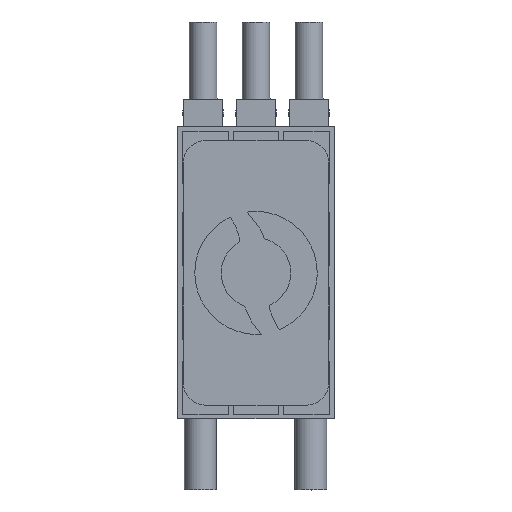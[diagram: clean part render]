
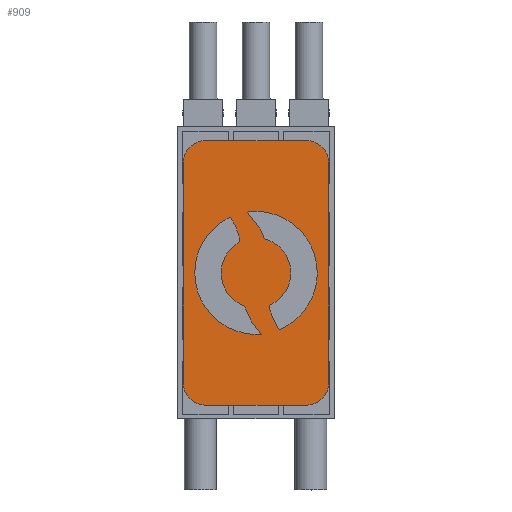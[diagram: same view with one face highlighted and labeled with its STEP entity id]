
A CAD part, top view. The second image highlights one B-rep face of the part: STEP entity #909.
In plain terms, the highlighted face is planar.
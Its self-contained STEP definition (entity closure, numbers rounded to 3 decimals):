
#108=B_SPLINE_CURVE_WITH_KNOTS('',3,(#1530,#1531,#1532,#1533),
 .UNSPECIFIED.,.F.,.F.,(4,4),(0.,1.),.UNSPECIFIED.);
#109=B_SPLINE_CURVE_WITH_KNOTS('',3,(#1535,#1536,#1537,#1538),
 .UNSPECIFIED.,.F.,.F.,(4,4),(0.,1.),.UNSPECIFIED.);
#110=B_SPLINE_CURVE_WITH_KNOTS('',3,(#1540,#1541,#1542,#1543),
 .UNSPECIFIED.,.F.,.F.,(4,4),(0.,1.),.UNSPECIFIED.);
#111=B_SPLINE_CURVE_WITH_KNOTS('',2,(#1545,#1546,#1547),.UNSPECIFIED.,.F.,
 .F.,(3,3),(0.,1.),.UNSPECIFIED.);
#112=B_SPLINE_CURVE_WITH_KNOTS('',3,(#1549,#1550,#1551,#1552),
 .UNSPECIFIED.,.F.,.F.,(4,4),(0.,1.),.UNSPECIFIED.);
#113=B_SPLINE_CURVE_WITH_KNOTS('',3,(#1554,#1555,#1556,#1557),
 .UNSPECIFIED.,.F.,.F.,(4,4),(0.,1.),.UNSPECIFIED.);
#114=B_SPLINE_CURVE_WITH_KNOTS('',3,(#1558,#1559,#1560,#1561),
 .UNSPECIFIED.,.F.,.F.,(4,4),(0.,1.),.UNSPECIFIED.);
#115=B_SPLINE_CURVE_WITH_KNOTS('',3,(#1564,#1565,#1566,#1567),
 .UNSPECIFIED.,.F.,.F.,(4,4),(0.,1.),.UNSPECIFIED.);
#116=B_SPLINE_CURVE_WITH_KNOTS('',3,(#1569,#1570,#1571,#1572),
 .UNSPECIFIED.,.F.,.F.,(4,4),(0.,1.),.UNSPECIFIED.);
#117=B_SPLINE_CURVE_WITH_KNOTS('',3,(#1574,#1575,#1576,#1577),
 .UNSPECIFIED.,.F.,.F.,(4,4),(0.,1.),.UNSPECIFIED.);
#118=B_SPLINE_CURVE_WITH_KNOTS('',3,(#1579,#1580,#1581,#1582),
 .UNSPECIFIED.,.F.,.F.,(4,4),(0.,1.),.UNSPECIFIED.);
#119=B_SPLINE_CURVE_WITH_KNOTS('',3,(#1584,#1585,#1586,#1587),
 .UNSPECIFIED.,.F.,.F.,(4,4),(0.,1.),.UNSPECIFIED.);
#120=B_SPLINE_CURVE_WITH_KNOTS('',3,(#1589,#1590,#1591,#1592),
 .UNSPECIFIED.,.F.,.F.,(4,4),(0.,1.),.UNSPECIFIED.);
#121=B_SPLINE_CURVE_WITH_KNOTS('',3,(#1593,#1594,#1595,#1596),
 .UNSPECIFIED.,.F.,.F.,(4,4),(0.,1.),.UNSPECIFIED.);
#123=CIRCLE('',#1027,2.5);
#125=CIRCLE('',#1031,2.5);
#127=CIRCLE('',#1035,2.5);
#129=CIRCLE('',#1039,2.5);
#180=FACE_BOUND('',#269,.T.);
#181=FACE_BOUND('',#270,.T.);
#218=FACE_OUTER_BOUND('',#268,.T.);
#268=EDGE_LOOP('',(#774,#775,#776,#777,#778,#779,#780,#781));
#269=EDGE_LOOP('',(#782,#783,#784,#785,#786,#787,#788));
#270=EDGE_LOOP('',(#789,#790,#791,#792,#793,#794,#795));
#347=LINE('',#1493,#425);
#351=LINE('',#1505,#429);
#355=LINE('',#1517,#433);
#358=LINE('',#1526,#436);
#425=VECTOR('',#1220,1000.);
#429=VECTOR('',#1232,1000.);
#433=VECTOR('',#1244,1000.);
#436=VECTOR('',#1255,1000.);
#481=VERTEX_POINT('',#1483);
#482=VERTEX_POINT('',#1485);
#484=VERTEX_POINT('',#1491);
#486=VERTEX_POINT('',#1497);
#488=VERTEX_POINT('',#1503);
#490=VERTEX_POINT('',#1509);
#492=VERTEX_POINT('',#1515);
#494=VERTEX_POINT('',#1521);
#495=VERTEX_POINT('',#1528);
#496=VERTEX_POINT('',#1529);
#497=VERTEX_POINT('',#1534);
#498=VERTEX_POINT('',#1539);
#499=VERTEX_POINT('',#1544);
#500=VERTEX_POINT('',#1548);
#501=VERTEX_POINT('',#1553);
#502=VERTEX_POINT('',#1562);
#503=VERTEX_POINT('',#1563);
#504=VERTEX_POINT('',#1568);
#505=VERTEX_POINT('',#1573);
#506=VERTEX_POINT('',#1578);
#507=VERTEX_POINT('',#1583);
#508=VERTEX_POINT('',#1588);
#578=EDGE_CURVE('',#482,#481,#123,.T.);
#582=EDGE_CURVE('',#481,#484,#347,.T.);
#585=EDGE_CURVE('',#484,#486,#125,.T.);
#588=EDGE_CURVE('',#486,#488,#351,.T.);
#591=EDGE_CURVE('',#488,#490,#127,.T.);
#594=EDGE_CURVE('',#490,#492,#355,.T.);
#597=EDGE_CURVE('',#492,#494,#129,.T.);
#599=EDGE_CURVE('',#494,#482,#358,.T.);
#600=EDGE_CURVE('',#495,#496,#108,.T.);
#601=EDGE_CURVE('',#497,#495,#109,.T.);
#602=EDGE_CURVE('',#498,#497,#110,.T.);
#603=EDGE_CURVE('',#499,#498,#111,.T.);
#604=EDGE_CURVE('',#500,#499,#112,.T.);
#605=EDGE_CURVE('',#501,#500,#113,.T.);
#606=EDGE_CURVE('',#496,#501,#114,.T.);
#607=EDGE_CURVE('',#502,#503,#115,.T.);
#608=EDGE_CURVE('',#504,#502,#116,.T.);
#609=EDGE_CURVE('',#505,#504,#117,.T.);
#610=EDGE_CURVE('',#506,#505,#118,.T.);
#611=EDGE_CURVE('',#507,#506,#119,.T.);
#612=EDGE_CURVE('',#508,#507,#120,.T.);
#613=EDGE_CURVE('',#503,#508,#121,.T.);
#774=ORIENTED_EDGE('',*,*,#578,.T.);
#775=ORIENTED_EDGE('',*,*,#582,.T.);
#776=ORIENTED_EDGE('',*,*,#585,.T.);
#777=ORIENTED_EDGE('',*,*,#588,.T.);
#778=ORIENTED_EDGE('',*,*,#591,.T.);
#779=ORIENTED_EDGE('',*,*,#594,.T.);
#780=ORIENTED_EDGE('',*,*,#597,.T.);
#781=ORIENTED_EDGE('',*,*,#599,.T.);
#782=ORIENTED_EDGE('',*,*,#600,.F.);
#783=ORIENTED_EDGE('',*,*,#601,.F.);
#784=ORIENTED_EDGE('',*,*,#602,.F.);
#785=ORIENTED_EDGE('',*,*,#603,.F.);
#786=ORIENTED_EDGE('',*,*,#604,.F.);
#787=ORIENTED_EDGE('',*,*,#605,.F.);
#788=ORIENTED_EDGE('',*,*,#606,.F.);
#789=ORIENTED_EDGE('',*,*,#607,.F.);
#790=ORIENTED_EDGE('',*,*,#608,.F.);
#791=ORIENTED_EDGE('',*,*,#609,.F.);
#792=ORIENTED_EDGE('',*,*,#610,.F.);
#793=ORIENTED_EDGE('',*,*,#611,.F.);
#794=ORIENTED_EDGE('',*,*,#612,.F.);
#795=ORIENTED_EDGE('',*,*,#613,.F.);
#865=PLANE('',#1041);
#909=ADVANCED_FACE('',(#218,#180,#181),#865,.F.);
#1027=AXIS2_PLACEMENT_3D('',#1486,#1213,#1214);
#1031=AXIS2_PLACEMENT_3D('',#1499,#1226,#1227);
#1035=AXIS2_PLACEMENT_3D('',#1511,#1238,#1239);
#1039=AXIS2_PLACEMENT_3D('',#1523,#1250,#1251);
#1041=AXIS2_PLACEMENT_3D('',#1527,#1256,#1257);
#1213=DIRECTION('center_axis',(0.,1.,0.));
#1214=DIRECTION('ref_axis',(0.,0.,-1.));
#1220=DIRECTION('',(1.,0.,0.));
#1226=DIRECTION('center_axis',(0.,1.,0.));
#1227=DIRECTION('ref_axis',(0.,0.,1.));
#1232=DIRECTION('',(0.,0.,-1.));
#1238=DIRECTION('center_axis',(0.,1.,0.));
#1239=DIRECTION('ref_axis',(0.,0.,1.));
#1244=DIRECTION('',(-1.,0.,0.));
#1250=DIRECTION('center_axis',(0.,1.,0.));
#1251=DIRECTION('ref_axis',(0.,0.,1.));
#1255=DIRECTION('',(0.,0.,1.));
#1256=DIRECTION('center_axis',(0.,-1.,0.));
#1257=DIRECTION('ref_axis',(0.,0.,-1.));
#1483=CARTESIAN_POINT('',(-13.5,0.45,0.));
#1485=CARTESIAN_POINT('',(-16.,0.45,-2.5));
#1486=CARTESIAN_POINT('Origin',(-13.5,0.45,-2.5));
#1491=CARTESIAN_POINT('',(-2.5,0.45,0.));
#1493=CARTESIAN_POINT('',(-2.5,0.45,0.));
#1497=CARTESIAN_POINT('',(0.,0.45,-2.5));
#1499=CARTESIAN_POINT('Origin',(-2.5,0.45,-2.5));
#1503=CARTESIAN_POINT('',(0.,0.45,-26.5));
#1505=CARTESIAN_POINT('',(0.,0.45,-2.5));
#1509=CARTESIAN_POINT('',(-2.5,0.45,-29.));
#1511=CARTESIAN_POINT('Origin',(-2.5,0.45,-26.5));
#1515=CARTESIAN_POINT('',(-13.5,0.45,-29.));
#1517=CARTESIAN_POINT('',(-2.5,0.45,-29.));
#1521=CARTESIAN_POINT('',(-16.,0.45,-26.5));
#1523=CARTESIAN_POINT('Origin',(-13.5,0.45,-26.5));
#1526=CARTESIAN_POINT('',(-16.,0.45,-2.5));
#1527=CARTESIAN_POINT('Origin',(-13.5,0.45,-2.5));
#1528=CARTESIAN_POINT('',(-8.025,0.45,-21.234));
#1529=CARTESIAN_POINT('',(-8.946,0.45,-21.169));
#1530=CARTESIAN_POINT('Ctrl Pts',(-8.025,0.45,-21.234));
#1531=CARTESIAN_POINT('Ctrl Pts',(-8.338,0.45,-21.234));
#1532=CARTESIAN_POINT('Ctrl Pts',(-8.642,0.45,-21.212));
#1533=CARTESIAN_POINT('Ctrl Pts',(-8.946,0.45,-21.169));
#1534=CARTESIAN_POINT('',(-1.287,0.45,-14.5));
#1535=CARTESIAN_POINT('Ctrl Pts',(-1.287,0.45,-14.5));
#1536=CARTESIAN_POINT('Ctrl Pts',(-1.287,0.45,-18.216));
#1537=CARTESIAN_POINT('Ctrl Pts',(-4.304,0.45,-21.234));
#1538=CARTESIAN_POINT('Ctrl Pts',(-8.025,0.45,-21.234));
#1539=CARTESIAN_POINT('',(-5.479,0.45,-8.259));
#1540=CARTESIAN_POINT('Ctrl Pts',(-5.479,0.45,-8.259));
#1541=CARTESIAN_POINT('Ctrl Pts',(-3.018,0.45,-9.262));
#1542=CARTESIAN_POINT('Ctrl Pts',(-1.287,0.45,-11.68));
#1543=CARTESIAN_POINT('Ctrl Pts',(-1.287,0.45,-14.5));
#1544=CARTESIAN_POINT('',(-6.533,0.45,-10.955));
#1545=CARTESIAN_POINT('Ctrl Pts',(-6.533,0.45,-10.955));
#1546=CARTESIAN_POINT('Ctrl Pts',(-6.49,0.45,-9.948));
#1547=CARTESIAN_POINT('Ctrl Pts',(-5.479,0.45,-8.259));
#1548=CARTESIAN_POINT('',(-4.184,0.45,-14.496));
#1549=CARTESIAN_POINT('Ctrl Pts',(-4.184,0.45,-14.496));
#1550=CARTESIAN_POINT('Ctrl Pts',(-4.184,0.45,-12.906));
#1551=CARTESIAN_POINT('Ctrl Pts',(-5.153,0.45,-11.538));
#1552=CARTESIAN_POINT('Ctrl Pts',(-6.533,0.45,-10.955));
#1553=CARTESIAN_POINT('',(-7.094,0.45,-18.225));
#1554=CARTESIAN_POINT('Ctrl Pts',(-7.094,0.45,-18.225));
#1555=CARTESIAN_POINT('Ctrl Pts',(-5.423,0.45,-17.809));
#1556=CARTESIAN_POINT('Ctrl Pts',(-4.184,0.45,-16.296));
#1557=CARTESIAN_POINT('Ctrl Pts',(-4.184,0.45,-14.496));
#1558=CARTESIAN_POINT('Ctrl Pts',(-8.946,0.45,-21.169));
#1559=CARTESIAN_POINT('Ctrl Pts',(-8.222,0.45,-20.252));
#1560=CARTESIAN_POINT('Ctrl Pts',(-7.403,0.45,-19.382));
#1561=CARTESIAN_POINT('Ctrl Pts',(-7.094,0.45,-18.225));
#1562=CARTESIAN_POINT('',(-11.816,0.45,-14.496));
#1563=CARTESIAN_POINT('',(-9.78,0.45,-17.89));
#1564=CARTESIAN_POINT('Ctrl Pts',(-11.816,0.45,-14.496));
#1565=CARTESIAN_POINT('Ctrl Pts',(-11.816,0.45,-15.966));
#1566=CARTESIAN_POINT('Ctrl Pts',(-10.989,0.45,-17.243));
#1567=CARTESIAN_POINT('Ctrl Pts',(-9.78,0.45,-17.89));
#1568=CARTESIAN_POINT('',(-9.223,0.45,-10.865));
#1569=CARTESIAN_POINT('Ctrl Pts',(-9.223,0.45,-10.865));
#1570=CARTESIAN_POINT('Ctrl Pts',(-10.731,0.45,-11.375));
#1571=CARTESIAN_POINT('Ctrl Pts',(-11.816,0.45,-12.807));
#1572=CARTESIAN_POINT('Ctrl Pts',(-11.816,0.45,-14.496));
#1573=CARTESIAN_POINT('',(-7.405,0.45,-7.788));
#1574=CARTESIAN_POINT('Ctrl Pts',(-7.405,0.45,-7.788));
#1575=CARTESIAN_POINT('Ctrl Pts',(-9.047,0.45,-9.575));
#1576=CARTESIAN_POINT('Ctrl Pts',(-9.223,0.45,-10.857));
#1577=CARTESIAN_POINT('Ctrl Pts',(-9.223,0.45,-10.865));
#1578=CARTESIAN_POINT('',(-7.975,0.45,-7.762));
#1579=CARTESIAN_POINT('Ctrl Pts',(-7.975,0.45,-7.762));
#1580=CARTESIAN_POINT('Ctrl Pts',(-7.783,0.45,-7.762));
#1581=CARTESIAN_POINT('Ctrl Pts',(-7.594,0.45,-7.771));
#1582=CARTESIAN_POINT('Ctrl Pts',(-7.405,0.45,-7.788));
#1583=CARTESIAN_POINT('',(-14.713,0.45,-14.5));
#1584=CARTESIAN_POINT('Ctrl Pts',(-14.713,0.45,-14.5));
#1585=CARTESIAN_POINT('Ctrl Pts',(-14.713,0.45,-10.78));
#1586=CARTESIAN_POINT('Ctrl Pts',(-11.696,0.45,-7.762));
#1587=CARTESIAN_POINT('Ctrl Pts',(-7.975,0.45,-7.762));
#1588=CARTESIAN_POINT('',(-10.821,0.45,-20.608));
#1589=CARTESIAN_POINT('Ctrl Pts',(-10.821,0.45,-20.608));
#1590=CARTESIAN_POINT('Ctrl Pts',(-13.119,0.45,-19.536));
#1591=CARTESIAN_POINT('Ctrl Pts',(-14.713,0.45,-17.205));
#1592=CARTESIAN_POINT('Ctrl Pts',(-14.713,0.45,-14.5));
#1593=CARTESIAN_POINT('Ctrl Pts',(-9.78,0.45,-17.89));
#1594=CARTESIAN_POINT('Ctrl Pts',(-9.818,0.45,-19.176));
#1595=CARTESIAN_POINT('Ctrl Pts',(-10.813,0.45,-20.595));
#1596=CARTESIAN_POINT('Ctrl Pts',(-10.821,0.45,-20.608));
